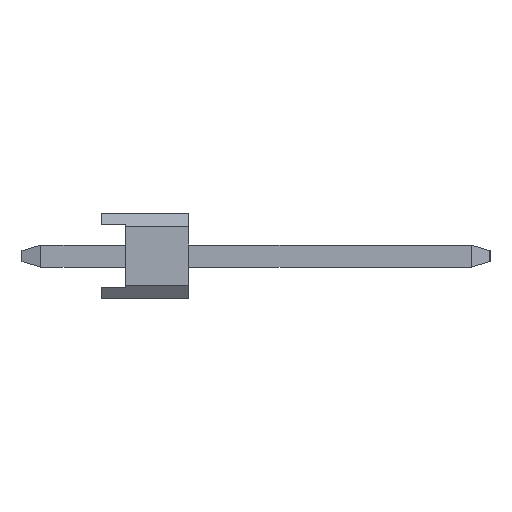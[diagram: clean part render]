
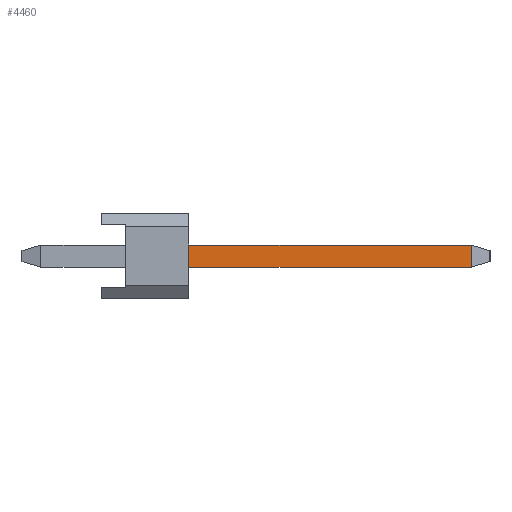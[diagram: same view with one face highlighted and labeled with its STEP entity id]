
A CAD part, left-side view. The second image highlights one B-rep face of the part: STEP entity #4460.
In plain terms, the highlighted planar face has unit normal (-1, 0, 0).
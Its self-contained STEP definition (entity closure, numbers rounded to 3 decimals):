
#4460=ADVANCED_FACE('',(#13095),#13096,.T.);
#6954=VERTEX_POINT('',#15864);
#9208=EDGE_CURVE('',#12564,#6954,#18363,.T.);
#9834=EDGE_CURVE('',#6954,#11512,#19056,.T.);
#9984=EDGE_CURVE('',#11654,#12564,#19217,.T.);
#10904=EDGE_CURVE('',#11512,#11654,#20221,.T.);
#11512=VERTEX_POINT('',#20891);
#11654=VERTEX_POINT('',#21040);
#12564=VERTEX_POINT('',#22045);
#13095=FACE_OUTER_BOUND('',#22670,.T.);
#13096=PLANE('',#22671);
#15864=CARTESIAN_POINT('',(-34.61,-10.744,0.32));
#18363=LINE('',#30217,#30218);
#19056=LINE('',#31218,#31219);
#19217=LINE('',#31459,#31460);
#20221=LINE('',#32947,#32948);
#20891=CARTESIAN_POINT('',(-34.61,-10.744,-0.32));
#21040=CARTESIAN_POINT('',(-34.61,-2.54,-0.32));
#22045=CARTESIAN_POINT('',(-34.61,-2.54,0.32));
#22670=EDGE_LOOP('',(#36349,#36350,#36351,#36352));
#22671=AXIS2_PLACEMENT_3D('',#36353,#36354,#36355);
#30217=CARTESIAN_POINT('',(-34.61,-4.49,0.32));
#30218=VECTOR('',#41989,1.0);
#31218=CARTESIAN_POINT('',(-34.61,-10.744,0.5));
#31219=VECTOR('',#42703,1.0);
#31459=CARTESIAN_POINT('',(-34.61,-2.54,0.252));
#31460=VECTOR('',#42835,1.0);
#32947=CARTESIAN_POINT('',(-34.61,1.764,-0.32));
#32948=VECTOR('',#43771,1.0);
#36349=ORIENTED_EDGE('',*,*,#9984,.F.);
#36350=ORIENTED_EDGE('',*,*,#10904,.F.);
#36351=ORIENTED_EDGE('',*,*,#9834,.F.);
#36352=ORIENTED_EDGE('',*,*,#9208,.F.);
#36353=CARTESIAN_POINT('',(-34.61,1.764,0.5));
#36354=DIRECTION('',(-1.0,0.,0.));
#36355=DIRECTION('',(0.,1.0,0.));
#41989=DIRECTION('',(0.,-1.0,0.));
#42703=DIRECTION('',(0.0,0.,-1.0));
#42835=DIRECTION('',(0.,0.,1.0));
#43771=DIRECTION('',(0.,1.0,0.));
